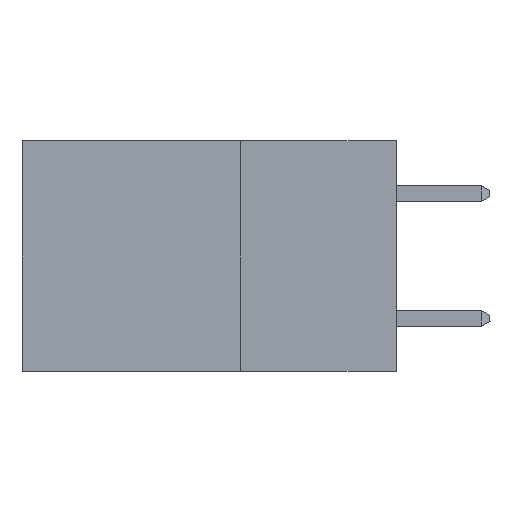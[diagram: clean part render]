
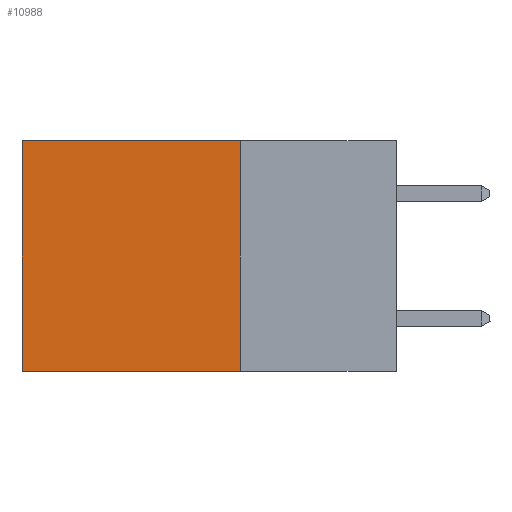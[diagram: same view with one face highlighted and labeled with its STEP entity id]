
A CAD part, left-side view. The second image highlights one B-rep face of the part: STEP entity #10988.
In plain terms, the highlighted planar face has unit normal (-1, 0, 0).
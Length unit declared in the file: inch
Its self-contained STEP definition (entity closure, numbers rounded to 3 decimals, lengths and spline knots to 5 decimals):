
#264 = CARTESIAN_POINT ( 'NONE',  ( 0.2615, 0.25, -0.37 ) ) ;
#605 = DIRECTION ( 'NONE',  ( 0., 0., -1. ) ) ;
#1056 = FACE_OUTER_BOUND ( 'NONE', #3414, .T. ) ;
#1291 = VERTEX_POINT ( 'NONE', #10472 ) ;
#1454 = ORIENTED_EDGE ( 'NONE', *, *, #3800, .F. ) ;
#2280 = AXIS2_PLACEMENT_3D ( 'NONE', #9563, #8590, #605 ) ;
#2413 = ORIENTED_EDGE ( 'NONE', *, *, #10884, .T. ) ;
#2450 = CARTESIAN_POINT ( 'NONE',  ( 0.2615, 0.25, -0.37 ) ) ;
#2494 = CARTESIAN_POINT ( 'NONE',  ( 0.2615, 0.6, -0.37 ) ) ;
#3208 = DIRECTION ( 'NONE',  ( 0., 1., 0. ) ) ;
#3414 = EDGE_LOOP ( 'NONE', ( #2413, #5292, #1454, #8770 ) ) ;
#3733 = LINE ( 'NONE', #8185, #10143 ) ;
#3800 = EDGE_CURVE ( 'NONE', #4083, #10292, #3733, .T. ) ;
#4083 = VERTEX_POINT ( 'NONE', #7054 ) ;
#4651 = PLANE ( 'NONE',  #2280 ) ;
#5292 = ORIENTED_EDGE ( 'NONE', *, *, #8698, .F. ) ;
#5475 = DIRECTION ( 'NONE',  ( 0., 1., 0. ) ) ;
#5812 = LINE ( 'NONE', #7456, #10443 ) ;
#6426 = DIRECTION ( 'NONE',  ( 0., 0., -1. ) ) ;
#6633 = VERTEX_POINT ( 'NONE', #10232 ) ;
#7018 = DIRECTION ( 'NONE',  ( 0., 0., -1. ) ) ;
#7054 = CARTESIAN_POINT ( 'NONE',  ( 0.2615, 0.25, 0. ) ) ;
#7212 = VECTOR ( 'NONE', #5475, 39.37008 ) ;
#7218 = LINE ( 'NONE', #2494, #9646 ) ;
#7456 = CARTESIAN_POINT ( 'NONE',  ( 0.2615, 0.25, 0. ) ) ;
#8185 = CARTESIAN_POINT ( 'NONE',  ( 0.2615, 0.25, -0.37 ) ) ;
#8280 = EDGE_CURVE ( 'NONE', #4083, #6633, #5812, .T. ) ;
#8296 = LINE ( 'NONE', #264, #7212 ) ;
#8590 = DIRECTION ( 'NONE',  ( 1., 0., 0. ) ) ;
#8698 = EDGE_CURVE ( 'NONE', #10292, #1291, #8296, .T. ) ;
#8770 = ORIENTED_EDGE ( 'NONE', *, *, #8280, .T. ) ;
#9563 = CARTESIAN_POINT ( 'NONE',  ( 0.2615, 0.25, -0.37 ) ) ;
#9646 = VECTOR ( 'NONE', #7018, 39.37008 ) ;
#10143 = VECTOR ( 'NONE', #6426, 39.37008 ) ;
#10232 = CARTESIAN_POINT ( 'NONE',  ( 0.2615, 0.6, 0. ) ) ;
#10292 = VERTEX_POINT ( 'NONE', #2450 ) ;
#10443 = VECTOR ( 'NONE', #3208, 39.37008 ) ;
#10472 = CARTESIAN_POINT ( 'NONE',  ( 0.2615, 0.6, -0.37 ) ) ;
#10884 = EDGE_CURVE ( 'NONE', #6633, #1291, #7218, .T. ) ;
#10988 = ADVANCED_FACE ( 'NONE', ( #1056 ), #4651, .F. ) ;
